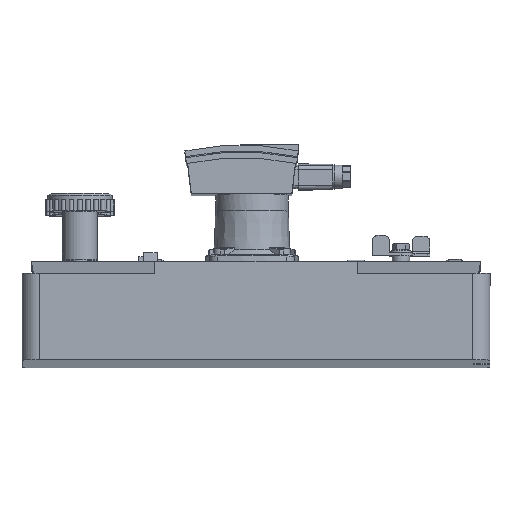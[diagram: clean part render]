
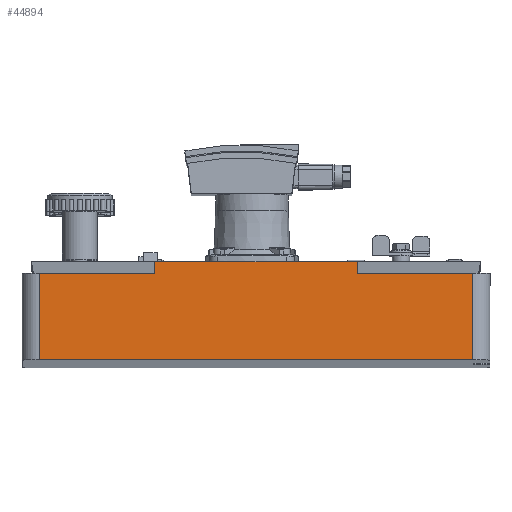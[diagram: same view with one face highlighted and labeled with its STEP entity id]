
A CAD part, left-side view. The second image highlights one B-rep face of the part: STEP entity #44894.
In plain terms, the highlighted planar face has unit normal (-1, 0, 0.028).
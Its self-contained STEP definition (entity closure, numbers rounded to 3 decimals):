
#4620=LINE('',#78641,#9301);
#4847=LINE('',#79648,#9528);
#4851=LINE('',#79658,#9532);
#4868=LINE('',#79697,#9549);
#4889=LINE('',#79749,#9570);
#4934=LINE('',#79849,#9615);
#4948=LINE('',#79880,#9629);
#4982=LINE('',#79976,#9663);
#9301=VECTOR('',#59402,17.5);
#9528=VECTOR('',#60463,1.);
#9532=VECTOR('',#60471,10.);
#9549=VECTOR('',#60506,1.);
#9570=VECTOR('',#60559,37.5);
#9615=VECTOR('',#60644,10.);
#9629=VECTOR('',#60678,7.5);
#9663=VECTOR('',#60820,7.5);
#13888=FACE_OUTER_BOUND('',#16427,.T.);
#16427=EDGE_LOOP('',(#40972,#40973,#40974,#40975,#40976,#40977,#40978,#40979));
#21735=VERTEX_POINT('',#78638);
#21736=VERTEX_POINT('',#78640);
#21953=VERTEX_POINT('',#79646);
#21957=VERTEX_POINT('',#79656);
#21970=VERTEX_POINT('',#79696);
#21984=VERTEX_POINT('',#79746);
#21985=VERTEX_POINT('',#79748);
#22018=VERTEX_POINT('',#79842);
#27759=EDGE_CURVE('',#21736,#21735,#4620,.T.);
#28196=EDGE_CURVE('',#21735,#21953,#4847,.T.);
#28201=EDGE_CURVE('',#21953,#21957,#4851,.T.);
#28220=EDGE_CURVE('',#21970,#21736,#4868,.T.);
#28245=EDGE_CURVE('',#21984,#21985,#4889,.T.);
#28296=EDGE_CURVE('',#22018,#21970,#4934,.T.);
#28312=EDGE_CURVE('',#21984,#22018,#4948,.T.);
#28354=EDGE_CURVE('',#21985,#21957,#4982,.T.);
#40972=ORIENTED_EDGE('',*,*,#28201,.T.);
#40973=ORIENTED_EDGE('',*,*,#28354,.F.);
#40974=ORIENTED_EDGE('',*,*,#28245,.F.);
#40975=ORIENTED_EDGE('',*,*,#28312,.T.);
#40976=ORIENTED_EDGE('',*,*,#28296,.T.);
#40977=ORIENTED_EDGE('',*,*,#28220,.T.);
#40978=ORIENTED_EDGE('',*,*,#27759,.T.);
#40979=ORIENTED_EDGE('',*,*,#28196,.T.);
#42554=PLANE('',#48644);
#44894=ADVANCED_FACE('',(#13888),#42554,.T.);
#48644=AXIS2_PLACEMENT_3D('',#79975,#60818,#60819);
#59402=DIRECTION('',(0.,1.,0.));
#60463=DIRECTION('',(-0.028,0.,-1.));
#60471=DIRECTION('',(0.,1.,0.));
#60506=DIRECTION('',(0.028,0.,1.));
#60559=DIRECTION('',(0.,1.,0.));
#60644=DIRECTION('',(0.,1.,0.));
#60678=DIRECTION('',(0.028,0.,1.));
#60818=DIRECTION('center_axis',(-1.,0.,
0.028));
#60819=DIRECTION('ref_axis',(0.028,0.,1.));
#60820=DIRECTION('',(0.028,0.,1.));
#78638=CARTESIAN_POINT('',(-21.949,7.297,53.719));
#78640=CARTESIAN_POINT('',(-21.949,-10.203,53.719));
#78641=CARTESIAN_POINT('',(-21.949,-20.203,53.719));
#79646=CARTESIAN_POINT('',(-21.977,7.297,52.719));
#79648=CARTESIAN_POINT('',(-22.075,7.297,49.21));
#79656=CARTESIAN_POINT('',(-21.977,17.297,52.719));
#79658=CARTESIAN_POINT('',(-21.977,-0.703,52.719));
#79696=CARTESIAN_POINT('',(-21.977,-10.203,52.719));
#79697=CARTESIAN_POINT('',(-22.075,-10.203,49.21));
#79746=CARTESIAN_POINT('',(-22.186,-20.203,45.222));
#79748=CARTESIAN_POINT('',(-22.186,17.297,45.222));
#79749=CARTESIAN_POINT('',(-22.186,-20.203,45.222));
#79842=CARTESIAN_POINT('',(-21.977,-20.203,52.719));
#79849=CARTESIAN_POINT('',(-21.977,-20.953,52.719));
#79880=CARTESIAN_POINT('',(-22.186,-20.203,45.222));
#79975=CARTESIAN_POINT('Origin',(-22.186,-20.203,45.222));
#79976=CARTESIAN_POINT('',(-22.186,17.297,45.222));
